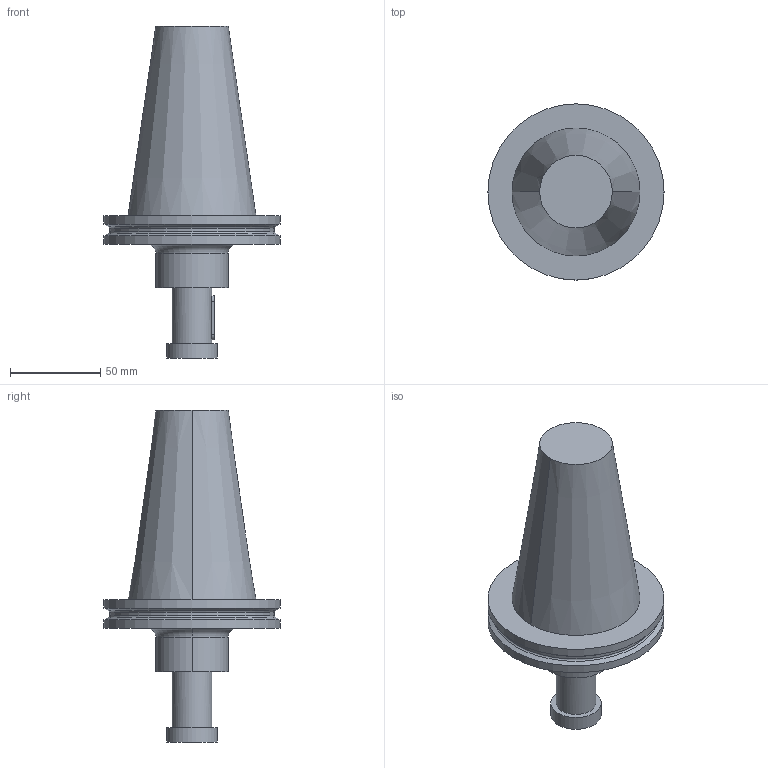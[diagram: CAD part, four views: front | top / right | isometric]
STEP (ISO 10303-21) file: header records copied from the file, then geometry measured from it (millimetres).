
FILE_DESCRIPTION(/* description */ (''),/* implementation_level */ '2;1');
FILE_NAME(/* name */ '69871.50ADB-FMH2.22.055.stp',/* time_stamp */ '2024-08-04T14:18:01+02:00',/* author */ (''),/* organization */ (''),/* preprocessor_version */ 'ST-DEVELOPER v16.7',/* originating_system */ 'SIEMENS PLM Software NX 12.0',/* authorisation */ '');
FILE_SCHEMA (('AUTOMOTIVE_DESIGN { 1 0 10303 214 3 1 1 1 }'));
Length unit declared in the file: millimetre
Products named in the file (1): pf662DBC816Con3k
Bounding box: 97.5 x 97.5 x 183.75 mm (x, y, z)
Volume: 422170.9 mm3; surface area: 42812.7 mm2
Topology: 1 solids, 1 shells, 30 faces, 76 edges, 52 vertices
Faces by surface type: plane 13, cylinder 9, torus 4, cone 4
Full cylindrical faces by diameter (mm): 22 x1, 28 x1, 91.25 x1, 97.5 x2
Entity records: 996 total; most frequent: CARTESIAN_POINT 211, DIRECTION 172, ORIENTED_EDGE 134, AXIS2_PLACEMENT_3D 74, EDGE_CURVE 67, VERTEX_POINT 50, EDGE_LOOP 41, CIRCLE 40
